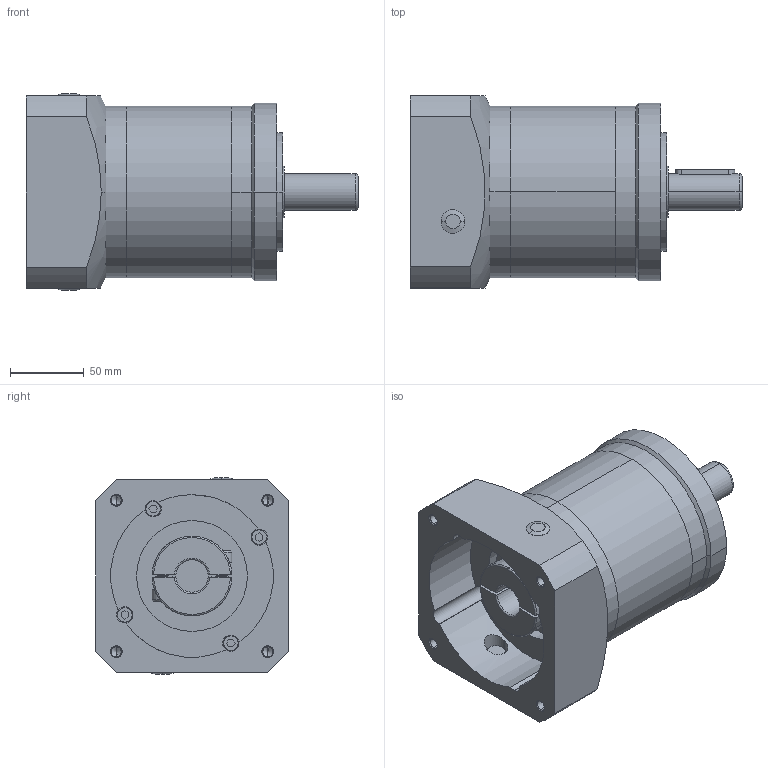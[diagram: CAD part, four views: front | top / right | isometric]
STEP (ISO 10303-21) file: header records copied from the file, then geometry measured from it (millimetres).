
FILE_DESCRIPTION (( 'STEP AP203' ), '1' );
FILE_NAME ('JAE120-L2-22-110-145-M8-A25.STEP', '2022-03-22T11:18:56', ( '' ), ( '' ), 'SwSTEP 2.0', 'SolidWorks 2018', '' );
FILE_SCHEMA (( 'CONFIG_CONTROL_DESIGN' ));
Length unit declared in the file: millimetre
Products named in the file (1): JAE120-L2-22-110-145-M8-A25
Bounding box: 224.5 x 130 x 133 mm (x, y, z)
Volume: 1743657.7 mm3; surface area: 205969.1 mm2
Topology: 22 solids, 22 shells, 586 faces, 1401 edges, 884 vertices
Faces by surface type: plane 250, cylinder 207, cone 54, torus 41, bspline 28, sphere 6
Entity records: 21868 total; most frequent: CARTESIAN_POINT 8421, DIRECTION 2831, ORIENTED_EDGE 2758, EDGE_CURVE 1379, AXIS2_PLACEMENT_3D 1084, VERTEX_POINT 884, VECTOR 663, LINE 663
